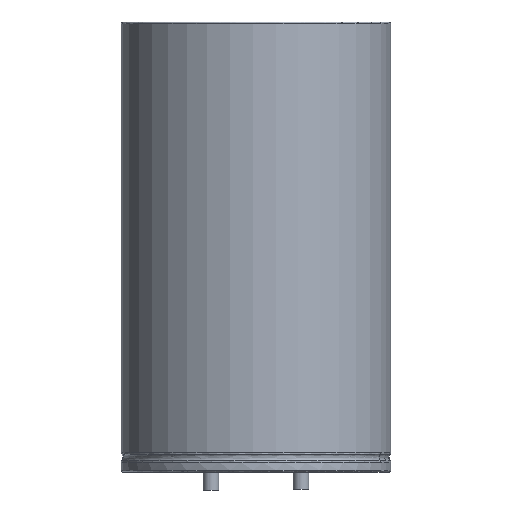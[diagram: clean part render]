
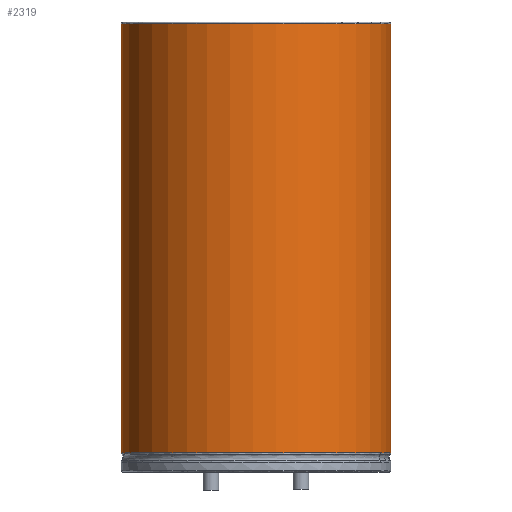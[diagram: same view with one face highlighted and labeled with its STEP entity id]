
A CAD part, front view. The second image highlights one B-rep face of the part: STEP entity #2319.
In plain terms, the highlighted cylindrical face has radius 15 mm (diameter 30 mm), a partial arc.
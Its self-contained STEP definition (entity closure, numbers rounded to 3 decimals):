
#3 = CARTESIAN_POINT ( 'NONE',  ( 5., 0., 49.8 ) ) ;
#28 = CARTESIAN_POINT ( 'NONE',  ( 20., 0., 2.135 ) ) ;
#37 = DIRECTION ( 'NONE',  ( 0., 0., 1. ) ) ;
#38 = CIRCLE ( 'NONE', #1780, 15. ) ;
#169 = EDGE_CURVE ( 'NONE', #417, #1569, #1724, .T. ) ;
#223 = CARTESIAN_POINT ( 'NONE',  ( -10., 0., 2. ) ) ;
#264 = DIRECTION ( 'NONE',  ( 0., 0., 1. ) ) ;
#269 = CARTESIAN_POINT ( 'NONE',  ( 19.998, -0.222, 2.135 ) ) ;
#277 = CARTESIAN_POINT ( 'NONE',  ( 19.97, -2.112, 2.135 ) ) ;
#387 = AXIS2_PLACEMENT_3D ( 'NONE', #2228, #429, #1696 ) ;
#417 = VERTEX_POINT ( 'NONE', #826 ) ;
#429 = DIRECTION ( 'NONE',  ( 0., 0., -1. ) ) ;
#436 = LINE ( 'NONE', #223, #500 ) ;
#452 = CARTESIAN_POINT ( 'NONE',  ( 20., 0., 2. ) ) ;
#483 = EDGE_CURVE ( 'NONE', #711, #830, #1376, .T. ) ;
#500 = VECTOR ( 'NONE', #37, 1000. ) ;
#502 = CARTESIAN_POINT ( 'NONE',  ( 5., 0., 2.135 ) ) ;
#506 = CARTESIAN_POINT ( 'NONE',  ( 20., -0.074, 2.135 ) ) ;
#553 = ORIENTED_EDGE ( 'NONE', *, *, #169, .T. ) ;
#629 = AXIS2_PLACEMENT_3D ( 'NONE', #1527, #264, #961 ) ;
#680 = CARTESIAN_POINT ( 'NONE',  ( -10., 0., 2.135 ) ) ;
#711 = VERTEX_POINT ( 'NONE', #28 ) ;
#804 = CARTESIAN_POINT ( 'NONE',  ( 20., 0., 49.8 ) ) ;
#826 = CARTESIAN_POINT ( 'NONE',  ( 18.858, -5.74, 2.135 ) ) ;
#830 = VERTEX_POINT ( 'NONE', #804 ) ;
#954 = EDGE_CURVE ( 'NONE', #830, #2079, #1853, .T. ) ;
#961 = DIRECTION ( 'NONE',  ( 1., 0., 0. ) ) ;
#995 = CARTESIAN_POINT ( 'NONE',  ( 19.581, -3.995, 2.135 ) ) ;
#1001 = EDGE_CURVE ( 'NONE', #2079, #2195, #1576, .T. ) ;
#1007 = DIRECTION ( 'NONE',  ( 0., 0., 1. ) ) ;
#1072 = DIRECTION ( 'NONE',  ( 1., 0., 0. ) ) ;
#1086 = ORIENTED_EDGE ( 'NONE', *, *, #1931, .T. ) ;
#1138 = CARTESIAN_POINT ( 'NONE',  ( -10., 0., 49.8 ) ) ;
#1186 = CARTESIAN_POINT ( 'NONE',  ( 18.858, -5.74, 2.135 ) ) ;
#1187 = ORIENTED_EDGE ( 'NONE', *, *, #1470, .F. ) ;
#1213 = EDGE_CURVE ( 'NONE', #1221, #417, #38, .T. ) ;
#1221 = VERTEX_POINT ( 'NONE', #680 ) ;
#1272 = ORIENTED_EDGE ( 'NONE', *, *, #483, .T. ) ;
#1376 = LINE ( 'NONE', #452, #2080 ) ;
#1393 = CARTESIAN_POINT ( 'NONE',  ( 18.858, -5.74, 49.8 ) ) ;
#1394 = ORIENTED_EDGE ( 'NONE', *, *, #954, .T. ) ;
#1426 = FACE_OUTER_BOUND ( 'NONE', #1786, .T. ) ;
#1437 = AXIS2_PLACEMENT_3D ( 'NONE', #3, #1642, #1072 ) ;
#1470 = EDGE_CURVE ( 'NONE', #1221, #2195, #436, .T. ) ;
#1527 = CARTESIAN_POINT ( 'NONE',  ( 5., 0., 2. ) ) ;
#1569 = VERTEX_POINT ( 'NONE', #1581 ) ;
#1576 = CIRCLE ( 'NONE', #387, 15. ) ;
#1581 = CARTESIAN_POINT ( 'NONE',  ( 19.998, -0.222, 2.135 ) ) ;
#1642 = DIRECTION ( 'NONE',  ( 0., 0., -1. ) ) ;
#1696 = DIRECTION ( 'NONE',  ( 1., 0., 0. ) ) ;
#1697 = ORIENTED_EDGE ( 'NONE', *, *, #1001, .T. ) ;
#1724 = B_SPLINE_CURVE_WITH_KNOTS ( 'NONE', 3,
 ( #1186, #995, #277, #269 ),
 .UNSPECIFIED., .F., .F.,
 ( 4, 4 ),
 ( 0., 1. ),
 .UNSPECIFIED. ) ;
#1780 = AXIS2_PLACEMENT_3D ( 'NONE', #502, #1007, #2131 ) ;
#1786 = EDGE_LOOP ( 'NONE', ( #1187, #1814, #553, #1086, #1272, #1394, #1697 ) ) ;
#1814 = ORIENTED_EDGE ( 'NONE', *, *, #1213, .T. ) ;
#1853 = CIRCLE ( 'NONE', #1437, 15. ) ;
#1931 = EDGE_CURVE ( 'NONE', #1569, #711, #1991, .T. ) ;
#1943 = CARTESIAN_POINT ( 'NONE',  ( 19.998, -0.222, 2.135 ) ) ;
#1965 = CARTESIAN_POINT ( 'NONE',  ( 19.999, -0.148, 2.135 ) ) ;
#1991 = B_SPLINE_CURVE_WITH_KNOTS ( 'NONE', 3,
 ( #1943, #1965, #506, #2330 ),
 .UNSPECIFIED., .F., .F.,
 ( 4, 4 ),
 ( 0., 0.5 ),
 .UNSPECIFIED. ) ;
#2079 = VERTEX_POINT ( 'NONE', #1393 ) ;
#2080 = VECTOR ( 'NONE', #2085, 1000. ) ;
#2085 = DIRECTION ( 'NONE',  ( 0., 0., 1. ) ) ;
#2131 = DIRECTION ( 'NONE',  ( 1., 0., 0. ) ) ;
#2141 = CYLINDRICAL_SURFACE ( 'NONE', #629, 15. ) ;
#2195 = VERTEX_POINT ( 'NONE', #1138 ) ;
#2228 = CARTESIAN_POINT ( 'NONE',  ( 5., 0., 49.8 ) ) ;
#2319 = ADVANCED_FACE ( 'NONE', ( #1426 ), #2141, .T. ) ;
#2330 = CARTESIAN_POINT ( 'NONE',  ( 20., 0., 2.135 ) ) ;
